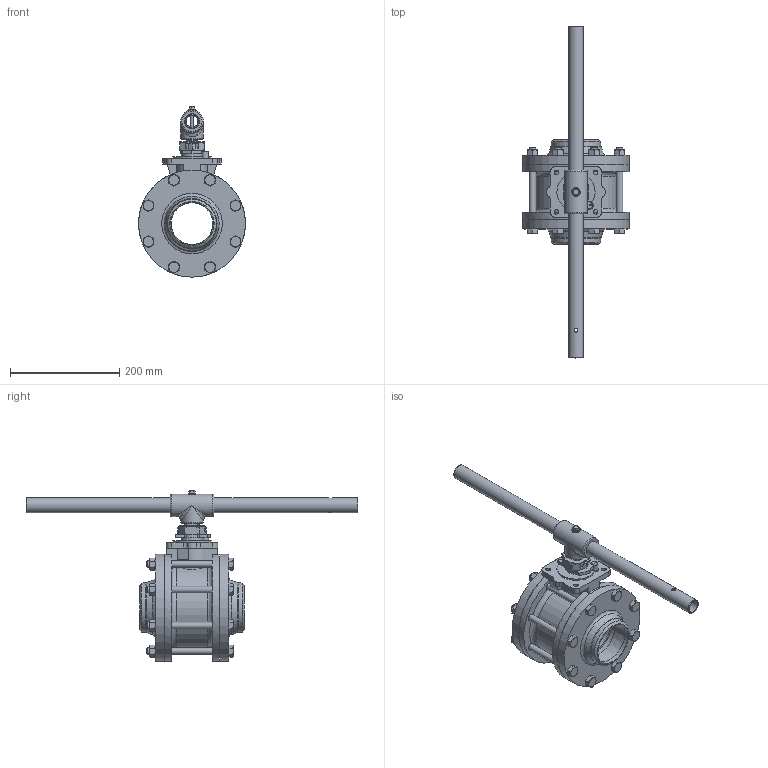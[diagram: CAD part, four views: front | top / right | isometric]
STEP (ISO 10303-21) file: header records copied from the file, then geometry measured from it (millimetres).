
FILE_DESCRIPTION((''),'2;1');
FILE_NAME('GA-A599-30-BWA-W-A-1.stp','2011-05-16T13:11:25',('jaday'),(''),'Autodesk Inventor 2009','Autodesk Inventor 2009','');
FILE_SCHEMA(('AUTOMOTIVE_DESIGN { 1 0 10303 214 1 1 1 1 }'));
Length unit declared in the file: millimetre
Products named in the file (13): GA-A599-30-BWA-W-A-1; GA-B45940-16000-A-1; GA-B59930-27000-A-1; GA-A459-40-STEM-BUILD-A-1; M12-8-150-110-A-1; M12-8-000-360-A-1; GA-B81930-04038-A-1; GA-B81930-06002-A-1; GA-B81930-52001-A-1; GA-B81930-60096-A-1; GA-B81930-01005-A-1; B00040-01026-A-1; M06-8-045-110-A-1
Assembly tree (27 placements, depth 2):
  GA-A599-30-BWA-W-A-1
    GA-B45940-16000-A-1
    GA-B59930-27000-A-1  x2
    GA-A459-40-STEM-BUILD-A-1
    M12-8-150-110-A-1  x8
    M12-8-000-360-A-1  x8
    GA-B81930-04038-A-1
    GA-B81930-06002-A-1
    GA-B81930-52001-A-1
    GA-B81930-60096-A-1
    GA-B81930-01005-A-1
    B00040-01026-A-1
    M06-8-045-110-A-1
Bounding box: 196 x 608 x 311.82 mm (x, y, z)
Volume: 3234724.6 mm3; surface area: 542042 mm2
Topology: 27 solids, 27 shells, 630 faces, 1498 edges, 924 vertices
Faces by surface type: plane 271, cone 189, cylinder 137, bspline 29, torus 4
Full cylindrical faces by diameter (mm): 6 x1, 6.4 x1, 7 x5, 8 x1, 10.106 x8, 12 x8, 12.55 x1, 12.75 x16, 13 x16, 14 x1, 15 x1, 21.7 x1, 26.9 x1, 27.6 x2, 27.835 x1, 29 x1, 39.76 x1, 41 x2, 76.45 x3, 77.925 x2, 155 x2, 196 x4
Entity records: 13200 total; most frequent: CARTESIAN_POINT 5019, DIRECTION 1622, ORIENTED_EDGE 1534, EDGE_CURVE 767, AXIS2_PLACEMENT_3D 647, VERTEX_POINT 526, EDGE_LOOP 503, FACE_OUTER_BOUND 341
